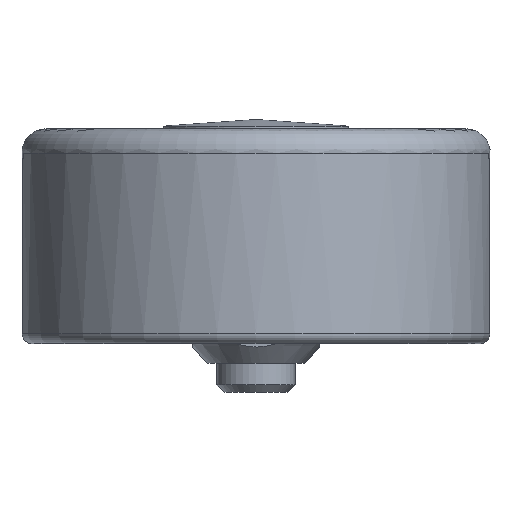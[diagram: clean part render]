
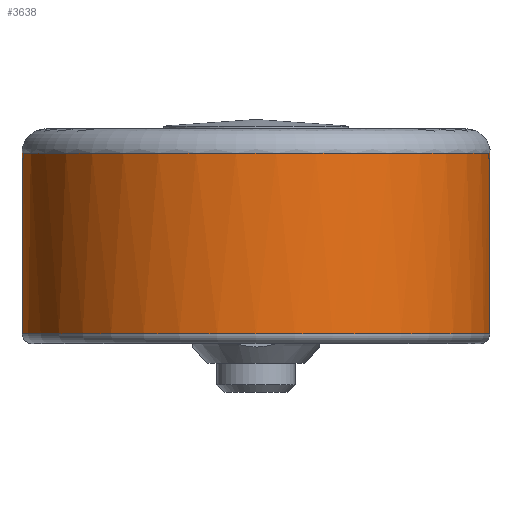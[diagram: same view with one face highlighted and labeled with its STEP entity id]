
A CAD part, left-side view. The second image highlights one B-rep face of the part: STEP entity #3638.
In plain terms, the highlighted cylindrical face has radius 24 mm (diameter 48 mm), a partial arc.
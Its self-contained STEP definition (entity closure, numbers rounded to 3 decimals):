
#147=ELLIPSE('',#4012,33.941,24.);
#152=ELLIPSE('',#4078,33.941,24.);
#402=FACE_OUTER_BOUND('',#647,.T.);
#647=EDGE_LOOP('',(#2686,#2687,#2688,#2689,#2690,#2691,#2692,#2693));
#943=B_SPLINE_CURVE_WITH_KNOTS('',3,(#5997,#5998,#5999,#6000,#6001,#6002,
#6003,#6004,#6005,#6006,#6007,#6008,#6009,#6010,#6011,#6012),
 .UNSPECIFIED.,.F.,.F.,(4,2,2,2,2,2,2,4),(1.045,1.236,
1.428,1.474,1.52,1.533,1.539,
1.546),.UNSPECIFIED.);
#948=B_SPLINE_CURVE_WITH_KNOTS('',3,(#6091,#6092,#6093,#6094,#6095,#6096,
#6097,#6098,#6099,#6100,#6101,#6102,#6103,#6104),.UNSPECIFIED.,.F.,.F.,
(4,2,2,2,2,2,4),(1.55,1.556,1.563,1.597,
1.691,1.784,2.055),.UNSPECIFIED.);
#983=LINE('',#6087,#1176);
#992=LINE('',#6134,#1185);
#1176=VECTOR('',#4612,10.);
#1185=VECTOR('',#4649,10.);
#1384=CIRCLE('',#4071,24.);
#1385=CIRCLE('',#4080,24.);
#1632=VERTEX_POINT('',#5980);
#1633=VERTEX_POINT('',#5982);
#1636=VERTEX_POINT('',#5995);
#1651=VERTEX_POINT('',#6068);
#1653=VERTEX_POINT('',#6085);
#1654=VERTEX_POINT('',#6089);
#1663=VERTEX_POINT('',#6132);
#1695=VERTEX_POINT('',#6229);
#2001=EDGE_CURVE('',#1632,#1633,#147,.F.);
#2006=EDGE_CURVE('',#1636,#1632,#943,.F.);
#2028=EDGE_CURVE('',#1653,#1651,#983,.T.);
#2030=EDGE_CURVE('',#1654,#1653,#948,.F.);
#2045=EDGE_CURVE('',#1636,#1663,#992,.T.);
#2089=EDGE_CURVE('',#1633,#1695,#1384,.T.);
#2099=EDGE_CURVE('',#1695,#1654,#152,.F.);
#2100=EDGE_CURVE('',#1651,#1663,#1385,.T.);
#2686=ORIENTED_EDGE('',*,*,#2089,.F.);
#2687=ORIENTED_EDGE('',*,*,#2001,.F.);
#2688=ORIENTED_EDGE('',*,*,#2006,.F.);
#2689=ORIENTED_EDGE('',*,*,#2045,.T.);
#2690=ORIENTED_EDGE('',*,*,#2100,.F.);
#2691=ORIENTED_EDGE('',*,*,#2028,.F.);
#2692=ORIENTED_EDGE('',*,*,#2030,.F.);
#2693=ORIENTED_EDGE('',*,*,#2099,.F.);
#3546=CYLINDRICAL_SURFACE('',#4079,24.);
#3638=ADVANCED_FACE('',(#402),#3546,.T.);
#4012=AXIS2_PLACEMENT_3D('',#5983,#4569,#4570);
#4071=AXIS2_PLACEMENT_3D('',#6230,#4733,#4734);
#4078=AXIS2_PLACEMENT_3D('',#6259,#4753,#4754);
#4079=AXIS2_PLACEMENT_3D('',#6260,#4755,#4756);
#4080=AXIS2_PLACEMENT_3D('',#6261,#4757,#4758);
#4569=DIRECTION('center_axis',(0.034,0.706,0.707));
#4570=DIRECTION('ref_axis',(-0.034,-0.706,0.707));
#4612=DIRECTION('',(0.,0.,-1.));
#4649=DIRECTION('',(0.,0.,-1.));
#4733=DIRECTION('center_axis',(0.,0.,1.));
#4734=DIRECTION('ref_axis',(-1.,0.,0.));
#4753=DIRECTION('center_axis',(0.034,-0.706,0.707));
#4754=DIRECTION('ref_axis',(0.034,-0.706,-0.707));
#4755=DIRECTION('center_axis',(0.,0.,1.));
#4756=DIRECTION('ref_axis',(-1.,0.,0.));
#4757=DIRECTION('center_axis',(0.,0.,-1.));
#4758=DIRECTION('ref_axis',(-1.,0.,0.));
#5980=CARTESIAN_POINT('',(7.1,22.926,0.622));
#5982=CARTESIAN_POINT('',(19.159,14.454,8.5));
#5983=CARTESIAN_POINT('Origin',(0.,0.,23.865));
#5995=CARTESIAN_POINT('',(2.258,23.894,-1.146));
#5997=CARTESIAN_POINT('Ctrl Pts',(7.1,22.926,0.622));
#5998=CARTESIAN_POINT('Ctrl Pts',(6.509,23.109,0.468));
#5999=CARTESIAN_POINT('Ctrl Pts',(5.856,23.284,0.281));
#6000=CARTESIAN_POINT('Ctrl Pts',(4.546,23.575,-0.122));
#6001=CARTESIAN_POINT('Ctrl Pts',(3.888,23.691,-0.336));
#6002=CARTESIAN_POINT('Ctrl Pts',(3.152,23.793,-0.609));
#6003=CARTESIAN_POINT('Ctrl Pts',(2.997,23.813,-0.669));
#6004=CARTESIAN_POINT('Ctrl Pts',(2.69,23.849,-0.798));
#6005=CARTESIAN_POINT('Ctrl Pts',(2.539,23.866,-0.866));
#6006=CARTESIAN_POINT('Ctrl Pts',(2.377,23.882,-0.975));
#6007=CARTESIAN_POINT('Ctrl Pts',(2.339,23.886,-1.003));
#6008=CARTESIAN_POINT('Ctrl Pts',(2.295,23.89,-1.051));
#6009=CARTESIAN_POINT('Ctrl Pts',(2.282,23.891,-1.068));
#6010=CARTESIAN_POINT('Ctrl Pts',(2.263,23.893,-1.105));
#6011=CARTESIAN_POINT('Ctrl Pts',(2.258,23.894,-1.124));
#6012=CARTESIAN_POINT('Ctrl Pts',(2.258,23.894,-1.146));
#6068=CARTESIAN_POINT('',(2.258,-23.894,-10.));
#6085=CARTESIAN_POINT('',(2.258,-23.894,-1.146));
#6087=CARTESIAN_POINT('',(2.258,-23.894,0.));
#6089=CARTESIAN_POINT('',(7.1,-22.926,0.622));
#6091=CARTESIAN_POINT('Ctrl Pts',(2.258,-23.894,-1.146));
#6092=CARTESIAN_POINT('Ctrl Pts',(2.258,-23.894,-1.124));
#6093=CARTESIAN_POINT('Ctrl Pts',(2.264,-23.893,-1.102));
#6094=CARTESIAN_POINT('Ctrl Pts',(2.285,-23.891,-1.063));
#6095=CARTESIAN_POINT('Ctrl Pts',(2.3,-23.89,-1.044));
#6096=CARTESIAN_POINT('Ctrl Pts',(2.394,-23.88,-0.947));
#6097=CARTESIAN_POINT('Ctrl Pts',(2.516,-23.868,-0.885));
#6098=CARTESIAN_POINT('Ctrl Pts',(2.897,-23.826,-0.699));
#6099=CARTESIAN_POINT('Ctrl Pts',(3.217,-23.786,-0.582));
#6100=CARTESIAN_POINT('Ctrl Pts',(3.856,-23.69,-0.354));
#6101=CARTESIAN_POINT('Ctrl Pts',(4.178,-23.635,-0.247));
#6102=CARTESIAN_POINT('Ctrl Pts',(5.313,-23.42,0.123));
#6103=CARTESIAN_POINT('Ctrl Pts',(6.204,-23.203,0.388));
#6104=CARTESIAN_POINT('Ctrl Pts',(7.1,-22.926,0.622));
#6132=CARTESIAN_POINT('',(2.258,23.894,-10.));
#6134=CARTESIAN_POINT('',(2.258,23.894,0.));
#6229=CARTESIAN_POINT('',(19.159,-14.454,8.5));
#6230=CARTESIAN_POINT('Origin',(0.,0.,8.5));
#6259=CARTESIAN_POINT('Origin',(0.,0.,23.865));
#6260=CARTESIAN_POINT('Origin',(0.,0.,0.));
#6261=CARTESIAN_POINT('Origin',(0.,0.,-10.));
